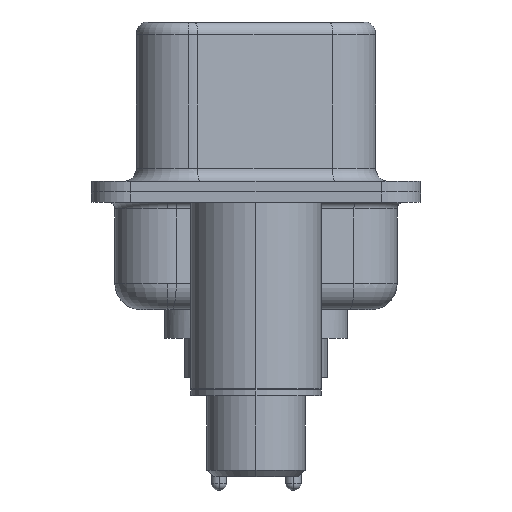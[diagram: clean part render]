
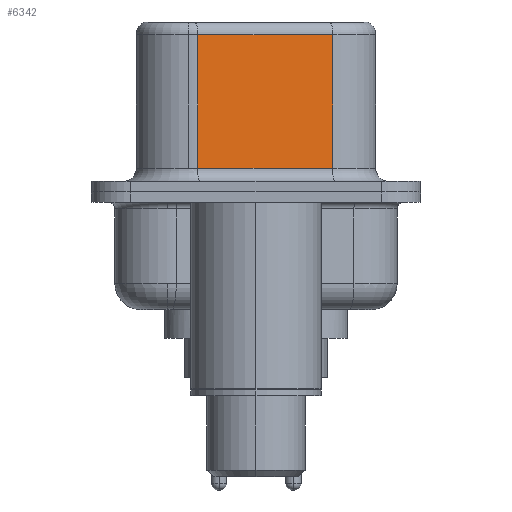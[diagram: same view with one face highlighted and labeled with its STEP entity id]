
A CAD part, left-side view. The second image highlights one B-rep face of the part: STEP entity #6342.
In plain terms, the highlighted planar face has unit normal (-0.985, -0.174, 0).
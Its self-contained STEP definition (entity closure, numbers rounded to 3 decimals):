
#1155 = CARTESIAN_POINT ( 'NONE',  ( 4.585, -2.927, 0.9 ) ) ;
#1196 = EDGE_CURVE ( 'NONE', #14847, #12160, #10691, .T. ) ;
#1803 = VERTEX_POINT ( 'NONE', #12902 ) ;
#2303 = ORIENTED_EDGE ( 'NONE', *, *, #5321, .T. ) ;
#2583 = FACE_OUTER_BOUND ( 'NONE', #9888, .T. ) ;
#2608 = CARTESIAN_POINT ( 'NONE',  ( 4.585, -2.927, 6.52 ) ) ;
#2920 = DIRECTION ( 'NONE',  ( 0., 0., -1. ) ) ;
#5321 = EDGE_CURVE ( 'NONE', #14847, #1803, #10353, .T. ) ;
#5506 = ORIENTED_EDGE ( 'NONE', *, *, #1196, .F. ) ;
#6342 = ADVANCED_FACE ( 'NONE', ( #2583 ), #13650, .F. ) ;
#6710 = CARTESIAN_POINT ( 'NONE',  ( 3.675, 2.233, 0.9 ) ) ;
#6774 = CARTESIAN_POINT ( 'NONE',  ( 4.585, -2.927, 6.02 ) ) ;
#7044 = LINE ( 'NONE', #9755, #10311 ) ;
#7386 = DIRECTION ( 'NONE',  ( -0.174, 0.985, 0. ) ) ;
#7703 = CARTESIAN_POINT ( 'NONE',  ( 4.585, -2.927, 6.02 ) ) ;
#7902 = AXIS2_PLACEMENT_3D ( 'NONE', #13852, #13590, #14205 ) ;
#9132 = VERTEX_POINT ( 'NONE', #6710 ) ;
#9464 = VECTOR ( 'NONE', #7386, 1000. ) ;
#9755 = CARTESIAN_POINT ( 'NONE',  ( 3.675, 2.233, 6.52 ) ) ;
#9888 = EDGE_LOOP ( 'NONE', ( #5506, #2303, #16933, #13681 ) ) ;
#9896 = EDGE_CURVE ( 'NONE', #1803, #9132, #7044, .T. ) ;
#10311 = VECTOR ( 'NONE', #2920, 1000. ) ;
#10353 = LINE ( 'NONE', #6774, #9464 ) ;
#10691 = LINE ( 'NONE', #2608, #13941 ) ;
#10718 = DIRECTION ( 'NONE',  ( 0.174, -0.985, 0. ) ) ;
#11784 = VECTOR ( 'NONE', #10718, 1000. ) ;
#12160 = VERTEX_POINT ( 'NONE', #15924 ) ;
#12902 = CARTESIAN_POINT ( 'NONE',  ( 3.675, 2.233, 6.02 ) ) ;
#13590 = DIRECTION ( 'NONE',  ( 0.985, 0.174, 0. ) ) ;
#13650 = PLANE ( 'NONE',  #7902 ) ;
#13681 = ORIENTED_EDGE ( 'NONE', *, *, #17202, .T. ) ;
#13852 = CARTESIAN_POINT ( 'NONE',  ( 4.585, -2.927, 6.52 ) ) ;
#13941 = VECTOR ( 'NONE', #14202, 1000. ) ;
#14202 = DIRECTION ( 'NONE',  ( 0., 0., -1. ) ) ;
#14205 = DIRECTION ( 'NONE',  ( -0.174, 0.985, 0. ) ) ;
#14847 = VERTEX_POINT ( 'NONE', #7703 ) ;
#15009 = LINE ( 'NONE', #1155, #11784 ) ;
#15924 = CARTESIAN_POINT ( 'NONE',  ( 4.585, -2.927, 0.9 ) ) ;
#16933 = ORIENTED_EDGE ( 'NONE', *, *, #9896, .T. ) ;
#17202 = EDGE_CURVE ( 'NONE', #9132, #12160, #15009, .T. ) ;
